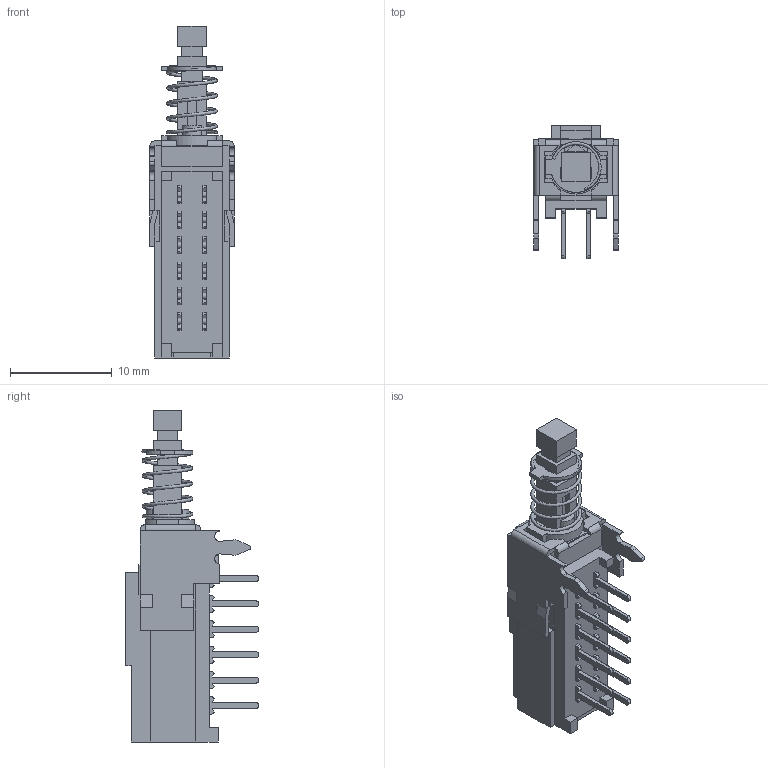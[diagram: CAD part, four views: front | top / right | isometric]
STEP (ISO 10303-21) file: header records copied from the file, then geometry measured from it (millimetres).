
FILE_DESCRIPTION((' '),'2;1');
FILE_NAME('PBH4UxxKZXNAGX.stp','2017-07-25T12:44:18',(' '),(' '),' ','ACIS',' ');
FILE_SCHEMA(('CONFIG_CONTROL_DESIGN'));
Length unit declared in the file: inch
Products named in the file (1): PBH4UxxKZXNAGX.stp
Bounding box: 8.3 x 13.15 x 32.7 mm (x, y, z)
Volume: 832 mm3; surface area: 1914.5 mm2
Topology: 1 solids, 1 shells, 478 faces, 1384 edges, 909 vertices
Faces by surface type: plane 399, cylinder 72, bspline 7
Entity records: 17038 total; most frequent: CARTESIAN_POINT 4236, ORIENTED_EDGE 2768, DIRECTION 2447, EDGE_CURVE 1384, VECTOR 1215, LINE 1215, VERTEX_POINT 909, AXIS2_PLACEMENT_3D 616
